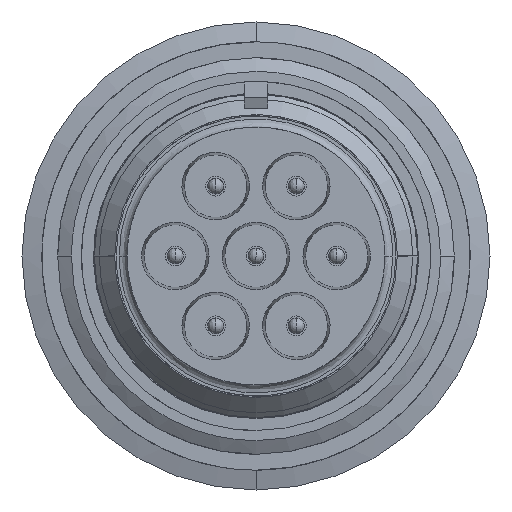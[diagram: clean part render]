
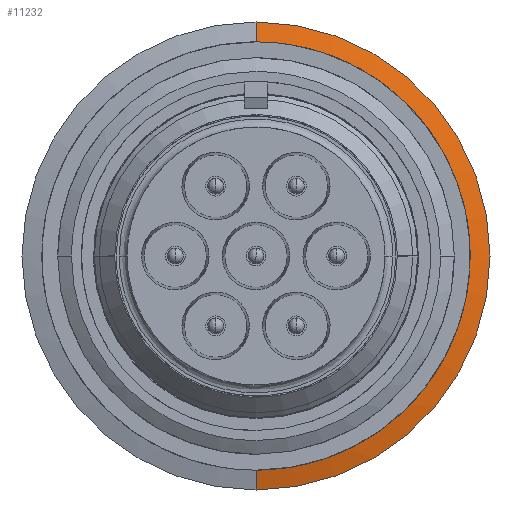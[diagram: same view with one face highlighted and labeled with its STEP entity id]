
A CAD part, front view. The second image highlights one B-rep face of the part: STEP entity #11232.
In plain terms, the highlighted conical face has half-angle 75 degrees and reference radius 9.525 mm.
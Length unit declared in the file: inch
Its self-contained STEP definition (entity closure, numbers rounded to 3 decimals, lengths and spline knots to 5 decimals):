
#289 = AXIS2_PLACEMENT_3D ( 'NONE', #3529, #3530, #3531 ) ;
#291 = CIRCLE ( 'NONE', #289, 0.59 ) ;
#292 = VECTOR ( 'NONE', #3525, 39.37008 ) ;
#293 = AXIS2_PLACEMENT_3D ( 'NONE', #3519, #3520, #3521 ) ;
#294 = VECTOR ( 'NONE', #3532, 39.37008 ) ;
#295 = CIRCLE ( 'NONE', #293, 0.375 ) ;
#492 = AXIS2_PLACEMENT_3D ( 'NONE', #1226, #1224, #1220 ) ;
#493 = CONICAL_SURFACE ( 'NONE', #492, 0.375, 1.309 ) ;
#1220 = DIRECTION ( 'NONE',  ( 0., 0., 1. ) ) ;
#1223 = FACE_OUTER_BOUND ( 'NONE', #15661, .T. ) ;
#1224 = DIRECTION ( 'NONE',  ( 0., 1., 0. ) ) ;
#1226 = CARTESIAN_POINT ( 'NONE',  ( 0., 1.62718, 0. ) ) ;
#3517 = CARTESIAN_POINT ( 'NONE',  ( 0., 1.62718, 0.375 ) ) ;
#3519 = CARTESIAN_POINT ( 'NONE',  ( 0., 1.62718, 0. ) ) ;
#3520 = DIRECTION ( 'NONE',  ( 0., 1., 0. ) ) ;
#3521 = DIRECTION ( 'NONE',  ( 0., 0., 1. ) ) ;
#3523 = LINE ( 'NONE', #3524, #292 ) ;
#3524 = CARTESIAN_POINT ( 'NONE',  ( 0., 1.62718, -0.375 ) ) ;
#3525 = DIRECTION ( 'NONE',  ( 0., 0.259, -0.966 ) ) ;
#3528 = LINE ( 'NONE', #3517, #294 ) ;
#3529 = CARTESIAN_POINT ( 'NONE',  ( 0., 1.68479, 0. ) ) ;
#3530 = DIRECTION ( 'NONE',  ( 0., 1., 0. ) ) ;
#3531 = DIRECTION ( 'NONE',  ( 0., 0., 1. ) ) ;
#3532 = DIRECTION ( 'NONE',  ( 0., 0.259, 0.966 ) ) ;
#4871 = CARTESIAN_POINT ( 'NONE',  ( 0., 1.62718, 0.375 ) ) ;
#11232 = ADVANCED_FACE ( 'NONE', ( #1223 ), #493, .T. ) ;
#12021 = ORIENTED_EDGE ( 'NONE', *, *, #13074, .T. ) ;
#12022 = ORIENTED_EDGE ( 'NONE', *, *, #13075, .F. ) ;
#12023 = ORIENTED_EDGE ( 'NONE', *, *, #13076, .F. ) ;
#13072 = EDGE_CURVE ( 'NONE', #15852, #15838, #295, .T. ) ;
#13074 = EDGE_CURVE ( 'NONE', #15838, #15795, #3523, .T. ) ;
#13075 = EDGE_CURVE ( 'NONE', #15823, #15795, #291, .T. ) ;
#13076 = EDGE_CURVE ( 'NONE', #15852, #15823, #3528, .T. ) ;
#15661 = EDGE_LOOP ( 'NONE', ( #15995, #12021, #12022, #12023 ) ) ;
#15795 = VERTEX_POINT ( 'NONE', #18409 ) ;
#15823 = VERTEX_POINT ( 'NONE', #18437 ) ;
#15838 = VERTEX_POINT ( 'NONE', #18452 ) ;
#15852 = VERTEX_POINT ( 'NONE', #4871 ) ;
#15995 = ORIENTED_EDGE ( 'NONE', *, *, #13072, .T. ) ;
#18409 = CARTESIAN_POINT ( 'NONE',  ( 0., 1.68479, -0.59 ) ) ;
#18437 = CARTESIAN_POINT ( 'NONE',  ( 0., 1.68479, 0.59 ) ) ;
#18452 = CARTESIAN_POINT ( 'NONE',  ( 0., 1.62718, -0.375 ) ) ;
